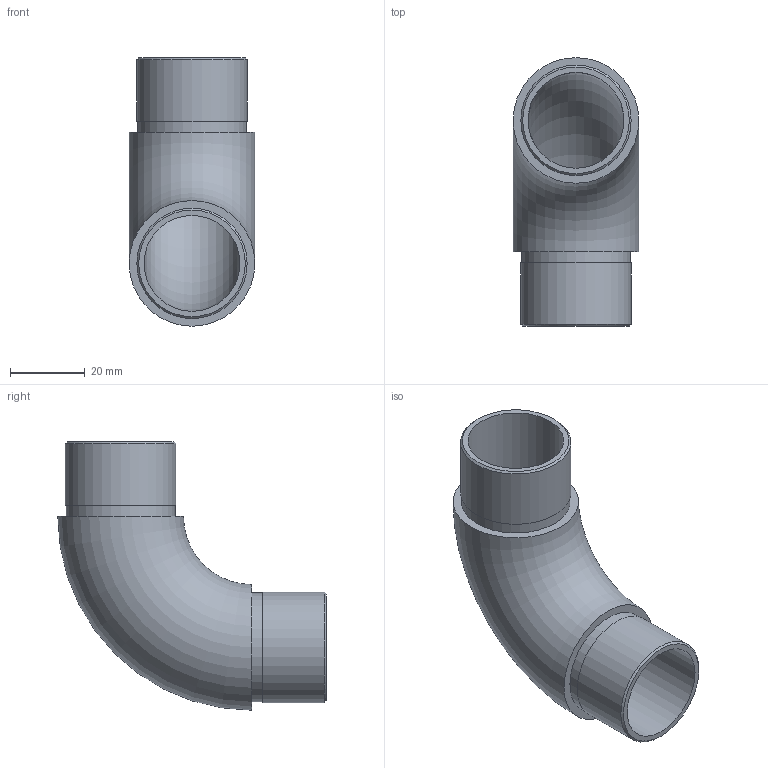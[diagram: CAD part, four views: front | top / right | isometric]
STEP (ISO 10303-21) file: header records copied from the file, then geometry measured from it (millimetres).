
FILE_DESCRIPTION (( 'STEP AP203' ), '1' );
FILE_NAME ('56161-320.step', '2020-02-18T10:23:21', ( '' ), ( '' ), 'SwSTEP 2.0', 'SolidWorks 2015', '' );
FILE_SCHEMA (( 'CONFIG_CONTROL_DESIGN' ));
Length unit declared in the file: millimetre
Products named in the file (2): 56161-320
Bounding box: 33.7 x 72 x 72 mm (x, y, z)
Volume: 27247.9 mm3; surface area: 18019.5 mm2
Topology: 1 solids, 1 shells, 233 faces, 611 edges, 407 vertices
Faces by surface type: bspline 103, plane 97, cylinder 29, torus 2, cone 2
Full cylindrical faces by diameter (mm): 25.7 x2, 29.2 x2, 29.6 x2
Entity records: 11395 total; most frequent: CARTESIAN_POINT 6238, ORIENTED_EDGE 1196, DIRECTION 724, EDGE_CURVE 598, VERTEX_POINT 404, EDGE_LOOP 272, LINE 272, VECTOR 272
